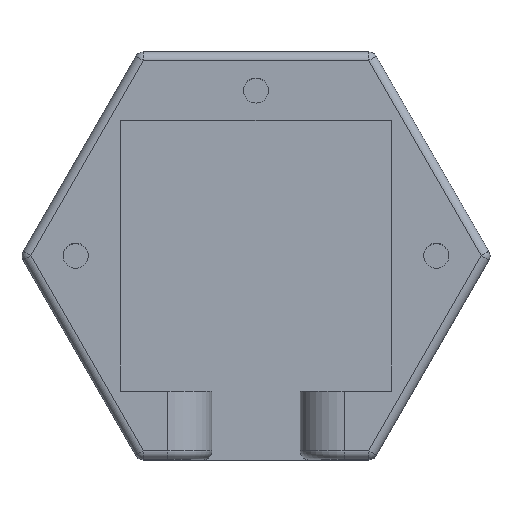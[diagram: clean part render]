
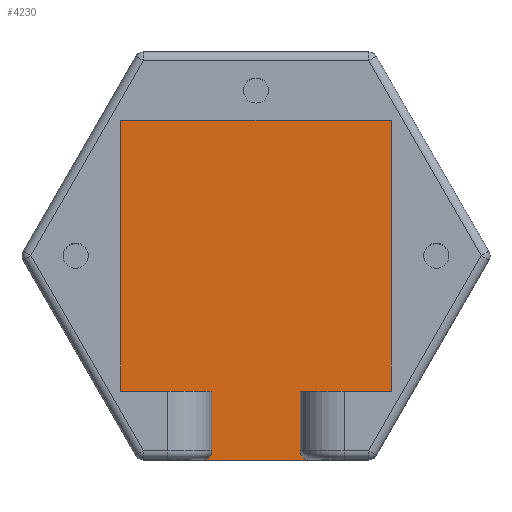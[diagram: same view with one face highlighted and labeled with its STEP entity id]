
A CAD part, top view. The second image highlights one B-rep face of the part: STEP entity #4230.
In plain terms, the highlighted planar face has unit normal (0, 0, 1).
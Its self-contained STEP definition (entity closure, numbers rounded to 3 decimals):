
#3380=CARTESIAN_POINT('',(0.,0.,3.));
#3390=DIRECTION('',(0.,0.,1.));
#3400=DIRECTION('',(1.,0.,0.));
#3410=AXIS2_PLACEMENT_3D('',#3380,#3390,#3400);
#3420=PLANE('',#3410);
#3430=CARTESIAN_POINT('',(4.,0.,3.));
#3440=DIRECTION('',(-0.,1.,0.));
#3450=VECTOR('',#3440,1.);
#3460=LINE('',#3430,#3450);
#3470=CARTESIAN_POINT('',(4.,4.,3.));
#3480=VERTEX_POINT('',#3470);
#3490=CARTESIAN_POINT('',(4.,96.,3.));
#3500=VERTEX_POINT('',#3490);
#3510=EDGE_CURVE('',#3480,#3500,#3460,.T.);
#3520=ORIENTED_EDGE('',*,*,#3510,.F.);
#3530=CARTESIAN_POINT('',(0.,96.,3.));
#3540=DIRECTION('',(1.,0.,0.));
#3550=VECTOR('',#3540,1.);
#3560=LINE('',#3530,#3550);
#3570=CARTESIAN_POINT('',(96.,96.,3.));
#3580=VERTEX_POINT('',#3570);
#3590=EDGE_CURVE('',#3500,#3580,#3560,.T.);
#3600=ORIENTED_EDGE('',*,*,#3590,.F.);
#3610=CARTESIAN_POINT('',(96.,0.,3.));
#3620=DIRECTION('',(-0.,-1.,0.));
#3630=VECTOR('',#3620,1.);
#3640=LINE('',#3610,#3630);
#3650=CARTESIAN_POINT('',(96.,4.,3.));
#3660=VERTEX_POINT('',#3650);
#3670=EDGE_CURVE('',#3580,#3660,#3640,.T.);
#3680=ORIENTED_EDGE('',*,*,#3670,.F.);
#3690=CARTESIAN_POINT('',(0.,4.,3.));
#3700=DIRECTION('',(-1.,0.,0.));
#3710=VECTOR('',#3700,1.);
#3720=LINE('',#3690,#3710);
#3730=CARTESIAN_POINT('',(65.,4.,3.));
#3740=VERTEX_POINT('',#3730);
#3750=EDGE_CURVE('',#3660,#3740,#3720,.T.);
#3760=ORIENTED_EDGE('',*,*,#3750,.F.);
#3770=CARTESIAN_POINT('',(65.,0.,3.));
#3780=DIRECTION('',(-0.,1.,0.));
#3790=VECTOR('',#3780,1.);
#3800=LINE('',#3770,#3790);
#3810=CARTESIAN_POINT('',(65.,-16.282,3.));
#3820=VERTEX_POINT('',#3810);
#3830=EDGE_CURVE('',#3820,#3740,#3800,.T.);
#3840=ORIENTED_EDGE('',*,*,#3830,.T.);
#3850=CARTESIAN_POINT('',(68.,-16.282,3.));
#3860=DIRECTION('',(0.,0.,-1.));
#3870=DIRECTION('',(-1.,0.,0.));
#3880=AXIS2_PLACEMENT_3D('',#3850,#3860,#3870);
#3890=CIRCLE('',#3880,3.);
#3900=CARTESIAN_POINT('',(68.,-19.282,3.));
#3910=VERTEX_POINT('',#3900);
#3920=EDGE_CURVE('',#3910,#3820,#3890,.T.);
#3930=ORIENTED_EDGE('',*,*,#3920,.T.);
#3940=CARTESIAN_POINT('',(0.,-19.282,3.));
#3950=DIRECTION('',(1.,0.,0.));
#3960=VECTOR('',#3950,1.);
#3970=LINE('',#3940,#3960);
#3980=CARTESIAN_POINT('',(32.,-19.282,3.));
#3990=VERTEX_POINT('',#3980);
#4000=EDGE_CURVE('',#3990,#3910,#3970,.T.);
#4010=ORIENTED_EDGE('',*,*,#4000,.T.);
#4020=CARTESIAN_POINT('',(32.,-16.282,3.));
#4030=DIRECTION('',(0.,-0.,1.));
#4040=DIRECTION('',(1.,0.,-0.));
#4050=AXIS2_PLACEMENT_3D('',#4020,#4030,#4040);
#4060=CIRCLE('',#4050,3.);
#4070=CARTESIAN_POINT('',(35.,-16.282,3.));
#4080=VERTEX_POINT('',#4070);
#4090=EDGE_CURVE('',#3990,#4080,#4060,.T.);
#4100=ORIENTED_EDGE('',*,*,#4090,.F.);
#4110=CARTESIAN_POINT('',(35.,0.,3.));
#4120=DIRECTION('',(-0.,1.,0.));
#4130=VECTOR('',#4120,1.);
#4140=LINE('',#4110,#4130);
#4150=CARTESIAN_POINT('',(35.,4.,3.));
#4160=VERTEX_POINT('',#4150);
#4170=EDGE_CURVE('',#4080,#4160,#4140,.T.);
#4180=ORIENTED_EDGE('',*,*,#4170,.F.);
#4190=EDGE_CURVE('',#4160,#3480,#3720,.T.);
#4200=ORIENTED_EDGE('',*,*,#4190,.F.);
#4210=EDGE_LOOP('',(#4200,#4180,#4100,#4010,#3930,#3840,#3760,#3680,
#3600,#3520));
#4220=FACE_OUTER_BOUND('',#4210,.T.);
#4230=ADVANCED_FACE('',(#4220),#3420,.T.);
